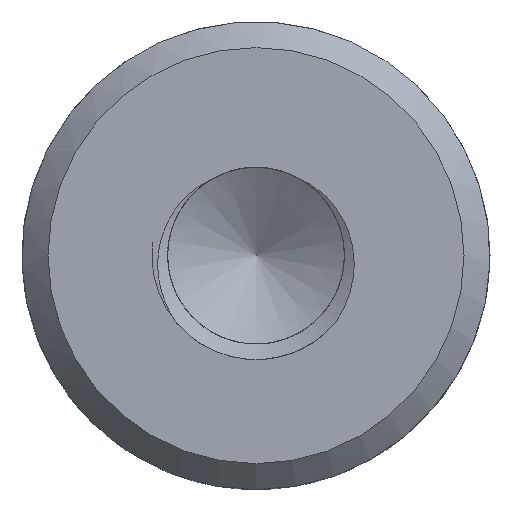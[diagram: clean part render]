
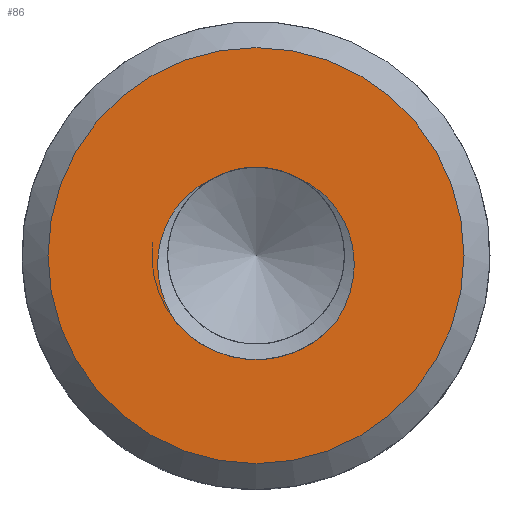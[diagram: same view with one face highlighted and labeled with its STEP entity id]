
A CAD part, left-side view. The second image highlights one B-rep face of the part: STEP entity #86.
In plain terms, the highlighted planar face has unit normal (-1, 0, 0).
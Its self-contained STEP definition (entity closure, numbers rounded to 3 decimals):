
#45=B_SPLINE_CURVE_WITH_KNOTS('',3,(#419,#420,#421,#422,#423,#424,#425,
#426,#427,#428,#429,#430,#431,#432,#433,#434,#435,#436,#437,#438,#439,#440),
 .UNSPECIFIED.,.F.,.F.,(4,3,3,3,3,3,3,4),(0.,0.02,0.199,
0.375,0.564,0.757,0.952,1.),
 .UNSPECIFIED.);
#46=B_SPLINE_CURVE_WITH_KNOTS('',3,(#445,#446,#447,#448,#449,#450,#451,
#452,#453,#454,#455,#456,#457,#458,#459,#460,#461,#462,#463),
 .UNSPECIFIED.,.F.,.F.,(4,3,3,3,3,3,4),(0.,0.164,0.372,
0.575,0.766,0.959,1.),.UNSPECIFIED.);
#55=PLANE('',#300);
#86=ADVANCED_FACE('',(#114,#115),#55,.T.);
#114=FACE_BOUND('',#134,.T.);
#115=FACE_BOUND('',#135,.T.);
#134=EDGE_LOOP('',(#173,#174,#175,#176));
#135=EDGE_LOOP('',(#177));
#173=ORIENTED_EDGE('',*,*,#250,.F.);
#174=ORIENTED_EDGE('',*,*,#251,.F.);
#175=ORIENTED_EDGE('',*,*,#252,.F.);
#176=ORIENTED_EDGE('',*,*,#253,.F.);
#177=ORIENTED_EDGE('',*,*,#245,.F.);
#221=VERTEX_POINT('',#412);
#222=VERTEX_POINT('',#441);
#223=VERTEX_POINT('',#442);
#224=VERTEX_POINT('',#444);
#225=VERTEX_POINT('',#464);
#245=EDGE_CURVE('',#221,#221,#270,.T.);
#250=EDGE_CURVE('',#222,#223,#45,.T.);
#251=EDGE_CURVE('',#224,#222,#275,.T.);
#252=EDGE_CURVE('',#225,#224,#46,.T.);
#253=EDGE_CURVE('',#223,#225,#276,.T.);
#270=CIRCLE('',#291,8.);
#275=CIRCLE('',#298,3.4);
#276=CIRCLE('',#299,4.);
#291=AXIS2_PLACEMENT_3D('',#411,#341,#342);
#298=AXIS2_PLACEMENT_3D('',#443,#355,#356);
#299=AXIS2_PLACEMENT_3D('',#465,#357,#358);
#300=AXIS2_PLACEMENT_3D('',#466,#359,#360);
#341=DIRECTION('',(1.,0.,0.));
#342=DIRECTION('',(0.,0.,1.));
#355=DIRECTION('',(-1.,0.,0.));
#356=DIRECTION('',(0.,0.,1.));
#357=DIRECTION('',(-1.,0.,0.));
#358=DIRECTION('',(0.,0.,-1.));
#359=DIRECTION('',(-1.,0.,0.));
#360=DIRECTION('',(0.,-1.,0.));
#411=CARTESIAN_POINT('',(0.,0.,0.));
#412=CARTESIAN_POINT('',(0.,0.,-8.));
#419=CARTESIAN_POINT('',(0.,1.716,2.935));
#420=CARTESIAN_POINT('',(0.,1.755,2.918));
#421=CARTESIAN_POINT('',(0.,1.793,2.899));
#422=CARTESIAN_POINT('',(0.,1.832,2.88));
#423=CARTESIAN_POINT('',(0.,2.174,2.71));
#424=CARTESIAN_POINT('',(0.,2.492,2.477));
#425=CARTESIAN_POINT('',(0.,2.758,2.202));
#426=CARTESIAN_POINT('',(0.,3.02,1.93));
#427=CARTESIAN_POINT('',(0.,3.24,1.611));
#428=CARTESIAN_POINT('',(0.,3.405,1.271));
#429=CARTESIAN_POINT('',(0.,3.583,0.907));
#430=CARTESIAN_POINT('',(0.,3.702,0.509));
#431=CARTESIAN_POINT('',(0.,3.751,0.107));
#432=CARTESIAN_POINT('',(0.,3.801,-0.303));
#433=CARTESIAN_POINT('',(0.,3.778,-0.726));
#434=CARTESIAN_POINT('',(0.,3.692,-1.129));
#435=CARTESIAN_POINT('',(0.,3.605,-1.537));
#436=CARTESIAN_POINT('',(0.,3.451,-1.935));
#437=CARTESIAN_POINT('',(0.,3.241,-2.296));
#438=CARTESIAN_POINT('',(0.,3.189,-2.385));
#439=CARTESIAN_POINT('',(0.,3.134,-2.473));
#440=CARTESIAN_POINT('',(0.,3.075,-2.558));
#441=CARTESIAN_POINT('',(0.,1.716,2.935));
#442=CARTESIAN_POINT('',(0.,3.075,-2.558));
#443=CARTESIAN_POINT('',(0.,0.,0.));
#444=CARTESIAN_POINT('',(0.,-1.716,2.935));
#445=CARTESIAN_POINT('',(0.,-3.075,-2.558));
#446=CARTESIAN_POINT('',(0.,-3.275,-2.269));
#447=CARTESIAN_POINT('',(0.,-3.437,-1.95));
#448=CARTESIAN_POINT('',(0.,-3.554,-1.619));
#449=CARTESIAN_POINT('',(0.,-3.702,-1.199));
#450=CARTESIAN_POINT('',(0.,-3.781,-0.747));
#451=CARTESIAN_POINT('',(0.,-3.778,-0.302));
#452=CARTESIAN_POINT('',(0.,-3.774,0.132));
#453=CARTESIAN_POINT('',(0.,-3.689,0.573));
#454=CARTESIAN_POINT('',(0.,-3.533,0.978));
#455=CARTESIAN_POINT('',(0.,-3.387,1.358));
#456=CARTESIAN_POINT('',(0.,-3.175,1.719));
#457=CARTESIAN_POINT('',(0.,-2.912,2.031));
#458=CARTESIAN_POINT('',(0.,-2.646,2.346));
#459=CARTESIAN_POINT('',(0.,-2.317,2.617));
#460=CARTESIAN_POINT('',(0.,-1.956,2.815));
#461=CARTESIAN_POINT('',(0.,-1.877,2.858));
#462=CARTESIAN_POINT('',(0.,-1.797,2.898));
#463=CARTESIAN_POINT('',(0.,-1.716,2.935));
#464=CARTESIAN_POINT('',(0.,-3.075,-2.558));
#465=CARTESIAN_POINT('',(0.,0.,0.));
#466=CARTESIAN_POINT('',(0.,0.,-4.5));
